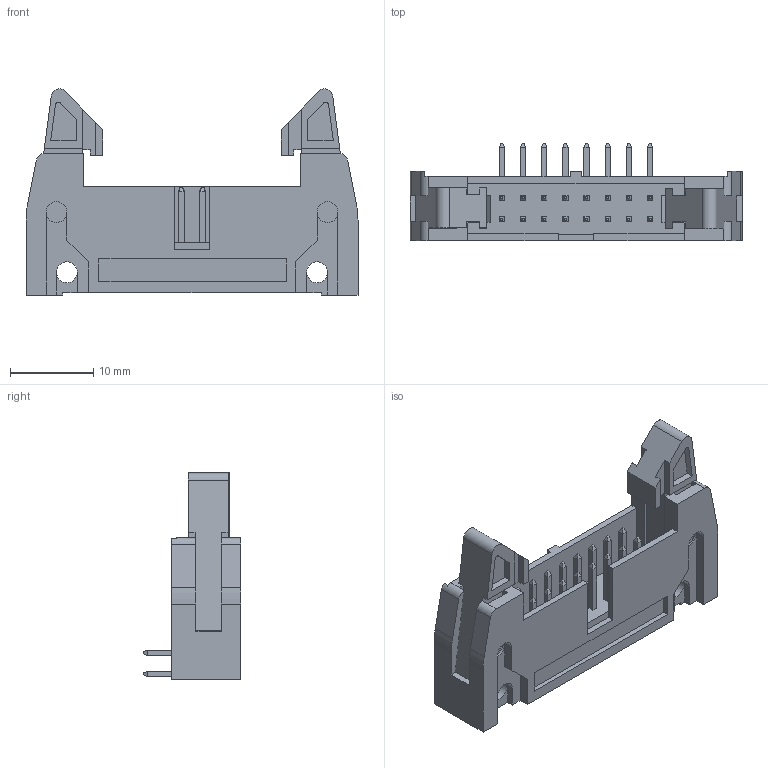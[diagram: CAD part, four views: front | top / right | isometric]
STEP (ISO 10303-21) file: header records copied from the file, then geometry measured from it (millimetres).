
FILE_DESCRIPTION( ( 'Unknown' ), '1' );
FILE_NAME( '61201622121.stp', 'Unknown', ( 'Unknown' ), ( 'Unknown' ), 'PSStep 15.0.49', 'Unknown', ' ' );
FILE_SCHEMA( ( 'AUTOMOTIVE_DESIGN { 1 0 10303 214 1 1 1 1 }' ) );
Length unit declared in the file: millimetre
Products named in the file (5): Assem1; 6120xx22021_LEVIER_COURT; 6120xx22121_PIN_COURTE; 6120xx22121_PIN_LONGUE; 16
Assembly tree (19 placements, depth 2):
  Assem1
    6120xx22021_LEVIER_COURT  x2
    6120xx22121_PIN_COURTE  x8
    6120xx22121_PIN_LONGUE  x8
    16
Bounding box: 39.82 x 11.7 x 24.75 mm (x, y, z)
Volume: 2933.3 mm3; surface area: 5055.4 mm2
Topology: 19 solids, 19 shells, 557 faces, 1455 edges, 923 vertices
Faces by surface type: plane 509, cylinder 48
Full cylindrical faces by diameter (mm): 2.5 x16
Entity records: 11375 total; most frequent: CARTESIAN_POINT 1623, ORIENTED_EDGE 1602, DIRECTION 1449, EDGE_CURVE 801, LINE 733, VECTOR 733, VERTEX_POINT 532, AXIS2_PLACEMENT_3D 358
